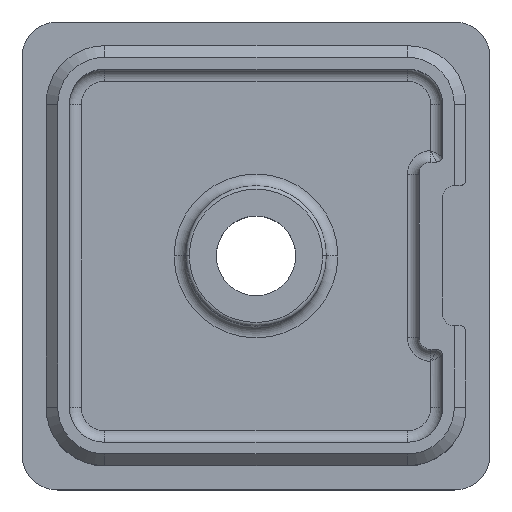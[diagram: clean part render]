
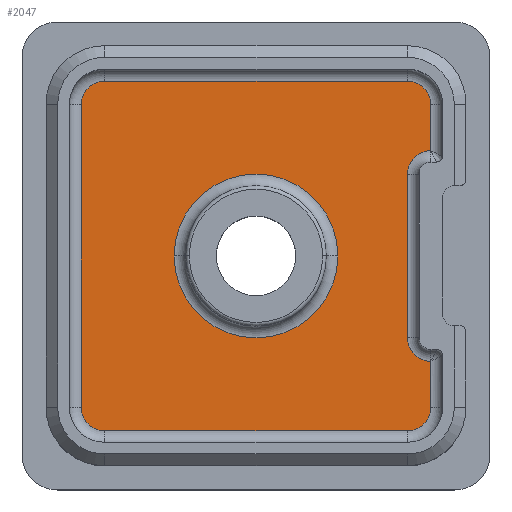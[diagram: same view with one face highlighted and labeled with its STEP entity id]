
A CAD part, top view. The second image highlights one B-rep face of the part: STEP entity #2047.
In plain terms, the highlighted planar face has unit normal (0, 0, 1).
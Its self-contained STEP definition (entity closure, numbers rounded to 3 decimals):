
#4 = DIRECTION ( 'NONE',  ( 0., -1., 0. ) ) ;
#5 = EDGE_CURVE ( 'NONE', #2669, #2439, #2148, .T. ) ;
#38 = EDGE_CURVE ( 'NONE', #1805, #354, #294, .T. ) ;
#83 = VERTEX_POINT ( 'NONE', #311 ) ;
#129 = CARTESIAN_POINT ( 'NONE',  ( 12.95, 7., 2.5 ) ) ;
#156 = ORIENTED_EDGE ( 'NONE', *, *, #1713, .T. ) ;
#165 = AXIS2_PLACEMENT_3D ( 'NONE', #1070, #2576, #2334 ) ;
#182 = LINE ( 'NONE', #687, #248 ) ;
#248 = VECTOR ( 'NONE', #908, 1000. ) ;
#294 = CIRCLE ( 'NONE', #2367, 7. ) ;
#311 = CARTESIAN_POINT ( 'NONE',  ( 14.95, -12.95, 2.5 ) ) ;
#340 = DIRECTION ( 'NONE',  ( 0., 1., 0. ) ) ;
#354 = VERTEX_POINT ( 'NONE', #405 ) ;
#355 = EDGE_CURVE ( 'NONE', #354, #1805, #847, .T. ) ;
#405 = CARTESIAN_POINT ( 'NONE',  ( 7., 0., 2.5 ) ) ;
#407 = EDGE_CURVE ( 'NONE', #2324, #1353, #2622, .T. ) ;
#409 = ORIENTED_EDGE ( 'NONE', *, *, #1225, .T. ) ;
#463 = CARTESIAN_POINT ( 'NONE',  ( -12.95, 12.95, 2.5 ) ) ;
#481 = CARTESIAN_POINT ( 'NONE',  ( -12.95, 14.95, 2.5 ) ) ;
#500 = CARTESIAN_POINT ( 'NONE',  ( 14.95, 7., 2.5 ) ) ;
#506 = ORIENTED_EDGE ( 'NONE', *, *, #2251, .T. ) ;
#511 = DIRECTION ( 'NONE',  ( 0., 0., -1. ) ) ;
#531 = EDGE_CURVE ( 'NONE', #2725, #611, #1882, .T. ) ;
#582 = ORIENTED_EDGE ( 'NONE', *, *, #1836, .T. ) ;
#611 = VERTEX_POINT ( 'NONE', #2403 ) ;
#637 = CARTESIAN_POINT ( 'NONE',  ( -7., 0., 2.5 ) ) ;
#687 = CARTESIAN_POINT ( 'NONE',  ( 14.95, 12.95, 2.5 ) ) ;
#717 = VECTOR ( 'NONE', #1381, 1000. ) ;
#847 = CIRCLE ( 'NONE', #2061, 7. ) ;
#878 = CARTESIAN_POINT ( 'NONE',  ( -14.95, -12.95, 2.5 ) ) ;
#902 = EDGE_CURVE ( 'NONE', #1353, #2669, #2522, .T. ) ;
#908 = DIRECTION ( 'NONE',  ( 0., 1., 0. ) ) ;
#909 = FACE_BOUND ( 'NONE', #2046, .T. ) ;
#921 = DIRECTION ( 'NONE',  ( 1., 0., 0. ) ) ;
#922 = ORIENTED_EDGE ( 'NONE', *, *, #1625, .T. ) ;
#990 = ORIENTED_EDGE ( 'NONE', *, *, #902, .T. ) ;
#1005 = CARTESIAN_POINT ( 'NONE',  ( -12.95, 12.95, 2.5 ) ) ;
#1007 = CARTESIAN_POINT ( 'NONE',  ( 14.95, 9., 2.5 ) ) ;
#1070 = CARTESIAN_POINT ( 'NONE',  ( 12.95, -12.95, 2.5 ) ) ;
#1108 = CARTESIAN_POINT ( 'NONE',  ( 12.95, 14.95, 2.5 ) ) ;
#1110 = LINE ( 'NONE', #1148, #717 ) ;
#1118 = CARTESIAN_POINT ( 'NONE',  ( -12.95, -14.95, 2.5 ) ) ;
#1127 = CARTESIAN_POINT ( 'NONE',  ( 12.95, 7., 2.5 ) ) ;
#1140 = DIRECTION ( 'NONE',  ( 1., 0., 0. ) ) ;
#1148 = CARTESIAN_POINT ( 'NONE',  ( -12.95, 14.95, 2.5 ) ) ;
#1154 = VERTEX_POINT ( 'NONE', #1108 ) ;
#1191 = DIRECTION ( 'NONE',  ( 0., 0., 1. ) ) ;
#1196 = ORIENTED_EDGE ( 'NONE', *, *, #1309, .T. ) ;
#1224 = AXIS2_PLACEMENT_3D ( 'NONE', #1005, #1191, #2687 ) ;
#1225 = EDGE_CURVE ( 'NONE', #1973, #1154, #1277, .T. ) ;
#1273 = CARTESIAN_POINT ( 'NONE',  ( 14.95, -8.5, 2.5 ) ) ;
#1277 = CIRCLE ( 'NONE', #2280, 2. ) ;
#1301 = DIRECTION ( 'NONE',  ( 1., 0., 0. ) ) ;
#1309 = EDGE_CURVE ( 'NONE', #611, #83, #2505, .T. ) ;
#1320 = ORIENTED_EDGE ( 'NONE', *, *, #1962, .T. ) ;
#1351 = AXIS2_PLACEMENT_3D ( 'NONE', #2397, #2195, #1140 ) ;
#1353 = VERTEX_POINT ( 'NONE', #1731 ) ;
#1363 = CIRCLE ( 'NONE', #1351, 2. ) ;
#1381 = DIRECTION ( 'NONE',  ( -1., 0., 0. ) ) ;
#1390 = EDGE_CURVE ( 'NONE', #2439, #1973, #182, .T. ) ;
#1406 = DIRECTION ( 'NONE',  ( 1., 0., 0. ) ) ;
#1478 = CARTESIAN_POINT ( 'NONE',  ( -14.95, -12.95, 2.5 ) ) ;
#1496 = VECTOR ( 'NONE', #4, 1000. ) ;
#1514 = DIRECTION ( 'NONE',  ( 0., 0., 1. ) ) ;
#1526 = FACE_OUTER_BOUND ( 'NONE', #2641, .T. ) ;
#1577 = ORIENTED_EDGE ( 'NONE', *, *, #355, .T. ) ;
#1625 = EDGE_CURVE ( 'NONE', #2698, #2494, #2107, .T. ) ;
#1687 = DIRECTION ( 'NONE',  ( 0., 0., -1. ) ) ;
#1699 = CARTESIAN_POINT ( 'NONE',  ( -14.95, 12.95, 2.5 ) ) ;
#1707 = VERTEX_POINT ( 'NONE', #1478 ) ;
#1713 = EDGE_CURVE ( 'NONE', #83, #2324, #1769, .T. ) ;
#1730 = CARTESIAN_POINT ( 'NONE',  ( 12.95, 12.95, 2.5 ) ) ;
#1731 = CARTESIAN_POINT ( 'NONE',  ( 12.95, -7., 2.5 ) ) ;
#1769 = LINE ( 'NONE', #1273, #2295 ) ;
#1785 = DIRECTION ( 'NONE',  ( 0., 0., -1. ) ) ;
#1805 = VERTEX_POINT ( 'NONE', #637 ) ;
#1836 = EDGE_CURVE ( 'NONE', #2494, #1707, #2071, .T. ) ;
#1882 = LINE ( 'NONE', #2673, #2399 ) ;
#1943 = ORIENTED_EDGE ( 'NONE', *, *, #38, .T. ) ;
#1962 = EDGE_CURVE ( 'NONE', #1707, #2725, #1363, .T. ) ;
#1973 = VERTEX_POINT ( 'NONE', #2015 ) ;
#1983 = DIRECTION ( 'NONE',  ( 0., 0., 1. ) ) ;
#1994 = DIRECTION ( 'NONE',  ( 1., 0., 0. ) ) ;
#2015 = CARTESIAN_POINT ( 'NONE',  ( 14.95, 12.95, 2.5 ) ) ;
#2020 = CARTESIAN_POINT ( 'NONE',  ( 0., 0., 2.5 ) ) ;
#2046 = EDGE_LOOP ( 'NONE', ( #1577, #1943 ) ) ;
#2047 = ADVANCED_FACE ( 'NONE', ( #1526, #909 ), #2385, .T. ) ;
#2061 = AXIS2_PLACEMENT_3D ( 'NONE', #2322, #1687, #2335 ) ;
#2071 = LINE ( 'NONE', #878, #1496 ) ;
#2107 = CIRCLE ( 'NONE', #1224, 2. ) ;
#2115 = ORIENTED_EDGE ( 'NONE', *, *, #1390, .T. ) ;
#2148 = CIRCLE ( 'NONE', #2235, 2. ) ;
#2195 = DIRECTION ( 'NONE',  ( 0., 0., 1. ) ) ;
#2214 = DIRECTION ( 'NONE',  ( 1., 0., 0. ) ) ;
#2235 = AXIS2_PLACEMENT_3D ( 'NONE', #500, #1785, #1994 ) ;
#2251 = EDGE_CURVE ( 'NONE', #1154, #2698, #1110, .T. ) ;
#2280 = AXIS2_PLACEMENT_3D ( 'NONE', #1730, #1514, #2344 ) ;
#2284 = VECTOR ( 'NONE', #340, 1000. ) ;
#2295 = VECTOR ( 'NONE', #2547, 1000. ) ;
#2322 = CARTESIAN_POINT ( 'NONE',  ( 0., 0., 2.5 ) ) ;
#2324 = VERTEX_POINT ( 'NONE', #2675 ) ;
#2334 = DIRECTION ( 'NONE',  ( 1., 0., 0. ) ) ;
#2335 = DIRECTION ( 'NONE',  ( 1., 0., 0. ) ) ;
#2344 = DIRECTION ( 'NONE',  ( 1., 0., 0. ) ) ;
#2346 = AXIS2_PLACEMENT_3D ( 'NONE', #463, #1983, #1406 ) ;
#2359 = CARTESIAN_POINT ( 'NONE',  ( 14.95, -7., 2.5 ) ) ;
#2367 = AXIS2_PLACEMENT_3D ( 'NONE', #2020, #511, #2214 ) ;
#2385 = PLANE ( 'NONE',  #2346 ) ;
#2397 = CARTESIAN_POINT ( 'NONE',  ( -12.95, -12.95, 2.5 ) ) ;
#2399 = VECTOR ( 'NONE', #921, 1000. ) ;
#2403 = CARTESIAN_POINT ( 'NONE',  ( 12.95, -14.95, 2.5 ) ) ;
#2439 = VERTEX_POINT ( 'NONE', #1007 ) ;
#2454 = ORIENTED_EDGE ( 'NONE', *, *, #531, .T. ) ;
#2465 = ORIENTED_EDGE ( 'NONE', *, *, #407, .T. ) ;
#2480 = AXIS2_PLACEMENT_3D ( 'NONE', #2359, #2582, #1301 ) ;
#2494 = VERTEX_POINT ( 'NONE', #1699 ) ;
#2505 = CIRCLE ( 'NONE', #165, 2. ) ;
#2522 = LINE ( 'NONE', #129, #2284 ) ;
#2547 = DIRECTION ( 'NONE',  ( 0., 1., 0. ) ) ;
#2576 = DIRECTION ( 'NONE',  ( 0., 0., 1. ) ) ;
#2582 = DIRECTION ( 'NONE',  ( 0., 0., -1. ) ) ;
#2596 = ORIENTED_EDGE ( 'NONE', *, *, #5, .T. ) ;
#2622 = CIRCLE ( 'NONE', #2480, 2. ) ;
#2641 = EDGE_LOOP ( 'NONE', ( #409, #506, #922, #582, #1320, #2454, #1196, #156, #2465, #990, #2596, #2115 ) ) ;
#2669 = VERTEX_POINT ( 'NONE', #1127 ) ;
#2673 = CARTESIAN_POINT ( 'NONE',  ( 12.95, -14.95, 2.5 ) ) ;
#2675 = CARTESIAN_POINT ( 'NONE',  ( 14.95, -9., 2.5 ) ) ;
#2687 = DIRECTION ( 'NONE',  ( 1., 0., 0. ) ) ;
#2698 = VERTEX_POINT ( 'NONE', #481 ) ;
#2725 = VERTEX_POINT ( 'NONE', #1118 ) ;
